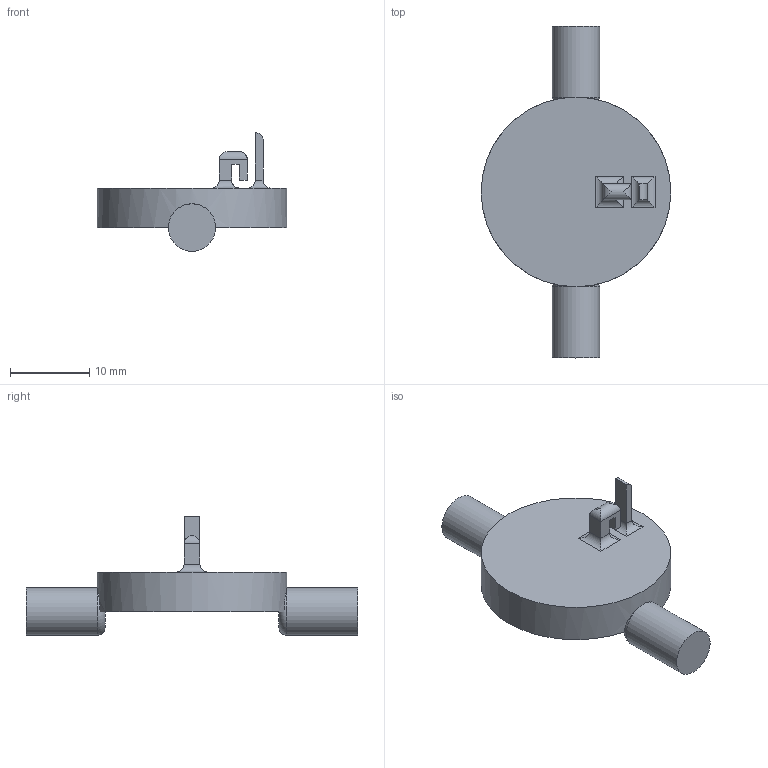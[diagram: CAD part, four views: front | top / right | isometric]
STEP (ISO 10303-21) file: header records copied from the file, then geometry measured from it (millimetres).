
FILE_DESCRIPTION(('STEP AP242'), '1');
FILE_NAME('îáîä çåðêàëà', '', ('UNSPECIFIED'), ('UNSPECIFIED'), 'C3D Converter', 'C3D Toolkit', '');
FILE_SCHEMA(('AP242_MANAGED_MODEL_BASED_3D_ENGINEERING_MIM_LF { 1 0 10303 442 1 1 4 }'));
Length unit declared in the file: millimetre
Bounding box: 24 x 42 x 15 mm (x, y, z)
Volume: 1798.8 mm3; surface area: 1969.9 mm2
Topology: 1 solids, 1 shells, 37 faces, 84 edges, 52 vertices
Faces by surface type: plane 19, cylinder 16, torus 2
Full cylindrical faces by diameter (mm): 6 x2, 21 x1, 24 x1
Entity records: 1172 total; most frequent: CARTESIAN_POINT 337, DIRECTION 160, ORIENTED_EDGE 158, EDGE_CURVE 79, AXIS2_PLACEMENT_3D 58, VERTEX_POINT 51, EDGE_LOOP 44, LINE 44
